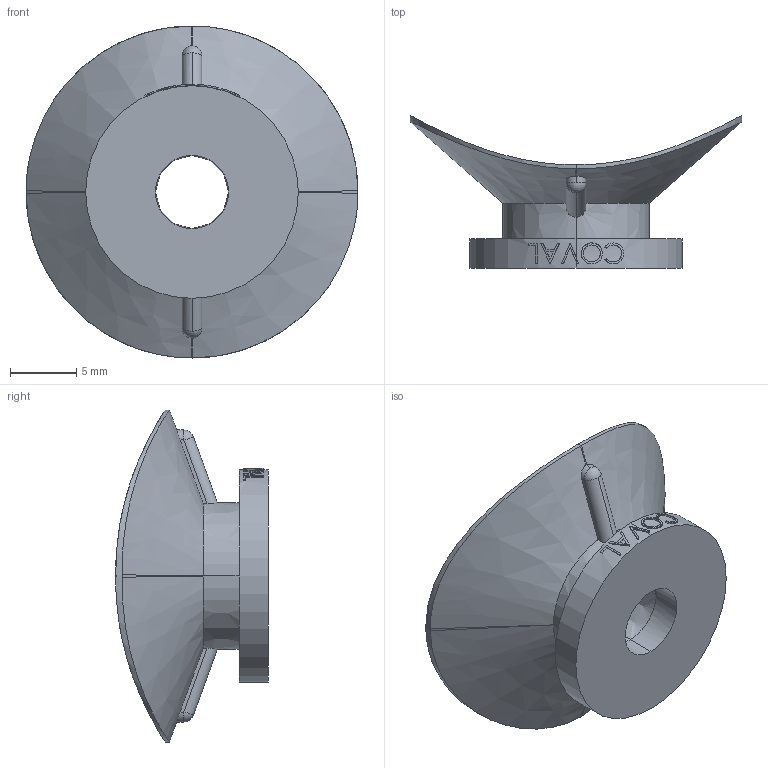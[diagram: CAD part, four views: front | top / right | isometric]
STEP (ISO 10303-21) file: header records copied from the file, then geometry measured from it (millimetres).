
FILE_DESCRIPTION(('STEP AP214'),'1');
FILE_NAME('COVAL_VPAG25NR.stp','2017-12-27T18:44:01',('TraceParts'),('TraceParts S.A.'),'Spatial InterOp 3D',' ',' ');
FILE_SCHEMA(('automotive_design'));
Length unit declared in the file: millimetre
Products named in the file (1): COVAL_VPAG25NR
Bounding box: 25 x 11.49 x 25 mm (x, y, z)
Volume: 946.9 mm3; surface area: 1649.1 mm2
Topology: 1 solids, 1 shells, 123 faces, 331 edges, 214 vertices
Faces by surface type: bspline 55, cylinder 38, plane 20, extrusion 8, torus 2
Entity records: 11377 total; most frequent: CARTESIAN_POINT 7742, ORIENTED_EDGE 650, DIRECTION 356, EDGE_CURVE 325, VERTEX_POINT 214, B_SPLINE_CURVE_WITH_KNOTS 173, EDGE_LOOP 135, AXIS2_PLACEMENT_3D 127
